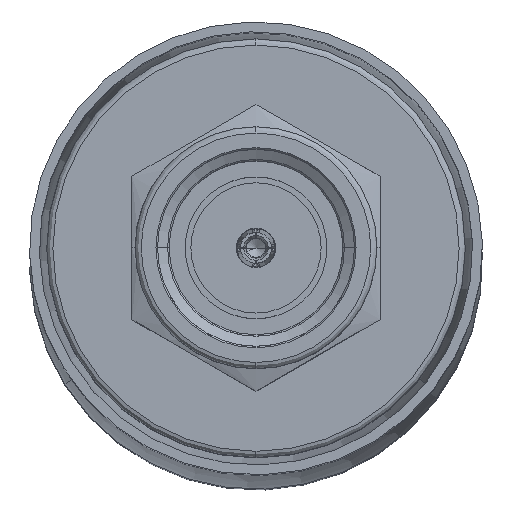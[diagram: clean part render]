
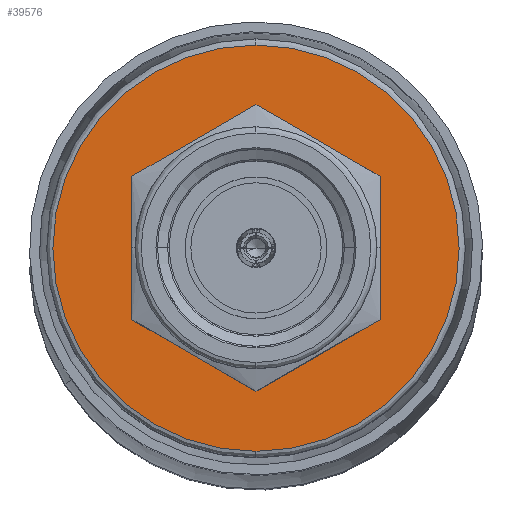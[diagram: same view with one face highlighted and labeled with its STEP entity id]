
A CAD part, top view. The second image highlights one B-rep face of the part: STEP entity #39576.
In plain terms, the highlighted face is planar.
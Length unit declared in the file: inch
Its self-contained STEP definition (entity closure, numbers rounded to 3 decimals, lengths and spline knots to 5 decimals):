
#424 = CIRCLE ( 'NONE', #25677, 0.25787 ) ;
#3342 = DIRECTION ( 'NONE',  ( 0., -1., 0. ) ) ;
#4044 = ORIENTED_EDGE ( 'NONE', *, *, #6863, .T. ) ;
#4938 = CARTESIAN_POINT ( 'NONE',  ( 0.35039, 0., 0. ) ) ;
#5740 = EDGE_LOOP ( 'NONE', ( #42294, #19416 ) ) ;
#5790 = EDGE_CURVE ( 'NONE', #39026, #38134, #34517, .T. ) ;
#5870 = DIRECTION ( 'NONE',  ( -1., 0., 0. ) ) ;
#6074 = FACE_OUTER_BOUND ( 'NONE', #12904, .T. ) ;
#6380 = CARTESIAN_POINT ( 'NONE',  ( 0.35039, 0., 0. ) ) ;
#6712 = EDGE_CURVE ( 'NONE', #29304, #24097, #424, .T. ) ;
#6863 = EDGE_CURVE ( 'NONE', #24097, #29304, #29161, .T. ) ;
#7300 = DIRECTION ( 'NONE',  ( 0., 1., 0. ) ) ;
#9482 = PLANE ( 'NONE',  #39525 ) ;
#9977 = AXIS2_PLACEMENT_3D ( 'NONE', #4938, #11327, #7300 ) ;
#10260 = CARTESIAN_POINT ( 'NONE',  ( 0.35039, 0.25787, 0. ) ) ;
#11327 = DIRECTION ( 'NONE',  ( 1., 0., 0. ) ) ;
#12685 = CARTESIAN_POINT ( 'NONE',  ( 0.35039, 0.26575, 0. ) ) ;
#12904 = EDGE_LOOP ( 'NONE', ( #23090, #4044 ) ) ;
#16620 = DIRECTION ( 'NONE',  ( 1., 0., 0. ) ) ;
#19029 = CARTESIAN_POINT ( 'NONE',  ( 0.35039, -0.1378, 0. ) ) ;
#19416 = ORIENTED_EDGE ( 'NONE', *, *, #29410, .T. ) ;
#19728 = CARTESIAN_POINT ( 'NONE',  ( 0.35039, 0., 0. ) ) ;
#21638 = AXIS2_PLACEMENT_3D ( 'NONE', #19728, #25486, #36109 ) ;
#22734 = AXIS2_PLACEMENT_3D ( 'NONE', #6380, #16620, #23067 ) ;
#22878 = CARTESIAN_POINT ( 'NONE',  ( 0.35039, 0.1378, 0. ) ) ;
#23067 = DIRECTION ( 'NONE',  ( 0., 1., 0. ) ) ;
#23090 = ORIENTED_EDGE ( 'NONE', *, *, #6712, .T. ) ;
#24097 = VERTEX_POINT ( 'NONE', #10260 ) ;
#24774 = CIRCLE ( 'NONE', #22734, 0.1378 ) ;
#25486 = DIRECTION ( 'NONE',  ( -1., 0., 0. ) ) ;
#25537 = FACE_BOUND ( 'NONE', #5740, .T. ) ;
#25677 = AXIS2_PLACEMENT_3D ( 'NONE', #32592, #34009, #3342 ) ;
#28926 = DIRECTION ( 'NONE',  ( 0., -1., 0. ) ) ;
#29161 = CIRCLE ( 'NONE', #21638, 0.25787 ) ;
#29304 = VERTEX_POINT ( 'NONE', #40970 ) ;
#29410 = EDGE_CURVE ( 'NONE', #38134, #39026, #24774, .T. ) ;
#32592 = CARTESIAN_POINT ( 'NONE',  ( 0.35039, 0., 0. ) ) ;
#34009 = DIRECTION ( 'NONE',  ( -1., 0., 0. ) ) ;
#34517 = CIRCLE ( 'NONE', #9977, 0.1378 ) ;
#36109 = DIRECTION ( 'NONE',  ( 0., -1., 0. ) ) ;
#38134 = VERTEX_POINT ( 'NONE', #19029 ) ;
#39026 = VERTEX_POINT ( 'NONE', #22878 ) ;
#39525 = AXIS2_PLACEMENT_3D ( 'NONE', #12685, #5870, #28926 ) ;
#39576 = ADVANCED_FACE ( 'NONE', ( #6074, #25537 ), #9482, .T. ) ;
#40970 = CARTESIAN_POINT ( 'NONE',  ( 0.35039, -0.25787, 0. ) ) ;
#42294 = ORIENTED_EDGE ( 'NONE', *, *, #5790, .T. ) ;
